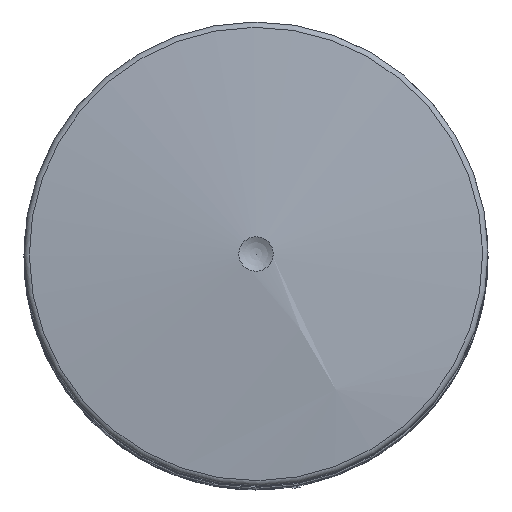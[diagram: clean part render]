
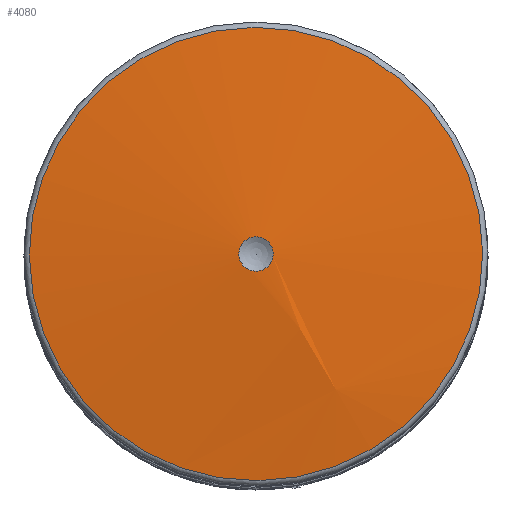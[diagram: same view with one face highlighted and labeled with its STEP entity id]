
A CAD part, top view. The second image highlights one B-rep face of the part: STEP entity #4080.
In plain terms, the highlighted spherical face has radius 220 mm.
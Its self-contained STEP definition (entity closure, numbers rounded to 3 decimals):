
#51=SPHERICAL_SURFACE('',#4361,220.);
#416=FACE_OUTER_BOUND('',#649,.T.);
#649=EDGE_LOOP('',(#2728,#2729,#2730,#2731,#2732,#2733,#2734));
#1420=CIRCLE('',#4350,2.687);
#1421=CIRCLE('',#4351,2.687);
#1425=CIRCLE('',#4357,35.411);
#1426=CIRCLE('',#4358,35.411);
#1428=CIRCLE('',#4360,35.411);
#1429=CIRCLE('',#4362,220.);
#1664=VERTEX_POINT('',#6506);
#1665=VERTEX_POINT('',#6507);
#1669=VERTEX_POINT('',#6519);
#1670=VERTEX_POINT('',#6520);
#1671=VERTEX_POINT('',#6522);
#2085=EDGE_CURVE('',#1664,#1665,#1420,.T.);
#2086=EDGE_CURVE('',#1665,#1664,#1421,.T.);
#2091=EDGE_CURVE('',#1669,#1670,#1425,.T.);
#2092=EDGE_CURVE('',#1670,#1671,#1426,.T.);
#2094=EDGE_CURVE('',#1671,#1669,#1428,.T.);
#2095=EDGE_CURVE('',#1670,#1665,#1429,.T.);
#2728=ORIENTED_EDGE('',*,*,#2091,.F.);
#2729=ORIENTED_EDGE('',*,*,#2094,.F.);
#2730=ORIENTED_EDGE('',*,*,#2092,.F.);
#2731=ORIENTED_EDGE('',*,*,#2095,.T.);
#2732=ORIENTED_EDGE('',*,*,#2086,.T.);
#2733=ORIENTED_EDGE('',*,*,#2085,.T.);
#2734=ORIENTED_EDGE('',*,*,#2095,.F.);
#4080=ADVANCED_FACE('',(#416),#51,.T.);
#4350=AXIS2_PLACEMENT_3D('',#6508,#4888,#4889);
#4351=AXIS2_PLACEMENT_3D('',#6509,#4890,#4891);
#4357=AXIS2_PLACEMENT_3D('',#6521,#4903,#4904);
#4358=AXIS2_PLACEMENT_3D('',#6523,#4905,#4906);
#4360=AXIS2_PLACEMENT_3D('',#6525,#4909,#4910);
#4361=AXIS2_PLACEMENT_3D('',#6526,#4911,#4912);
#4362=AXIS2_PLACEMENT_3D('',#6527,#4913,#4914);
#4888=DIRECTION('center_axis',(0.,0.,
-1.));
#4889=DIRECTION('ref_axis',(0.862,0.508,0.));
#4890=DIRECTION('center_axis',(0.,0.,
-1.));
#4891=DIRECTION('ref_axis',(0.862,0.508,0.));
#4903=DIRECTION('center_axis',(0.,0.,
-1.));
#4904=DIRECTION('ref_axis',(-0.862,-0.508,0.));
#4905=DIRECTION('center_axis',(0.,0.,
-1.));
#4906=DIRECTION('ref_axis',(-0.862,-0.508,0.));
#4909=DIRECTION('center_axis',(0.,0.,
-1.));
#4910=DIRECTION('ref_axis',(-0.862,-0.508,0.));
#4911=DIRECTION('center_axis',(0.,0.,
-1.));
#4912=DIRECTION('ref_axis',(-0.508,0.862,0.));
#4913=DIRECTION('center_axis',(-0.862,-0.508,0.));
#4914=DIRECTION('ref_axis',(0.508,-0.862,0.));
#6506=CARTESIAN_POINT('',(2.315,1.364,343.484));
#6507=CARTESIAN_POINT('',(1.364,-2.315,343.484));
#6508=CARTESIAN_POINT('Origin',(0.,0.,
343.484));
#6509=CARTESIAN_POINT('Origin',(0.,0.,
343.484));
#6519=CARTESIAN_POINT('',(30.511,17.972,340.631));
#6520=CARTESIAN_POINT('',(17.972,-30.511,340.631));
#6521=CARTESIAN_POINT('Origin',(0.,0.,
340.631));
#6522=CARTESIAN_POINT('',(-17.972,30.511,340.631));
#6523=CARTESIAN_POINT('Origin',(0.,0.,
340.631));
#6525=CARTESIAN_POINT('Origin',(0.,0.,
340.631));
#6526=CARTESIAN_POINT('Origin',(0.,0.,
123.5));
#6527=CARTESIAN_POINT('Origin',(0.,0.,
123.5));
